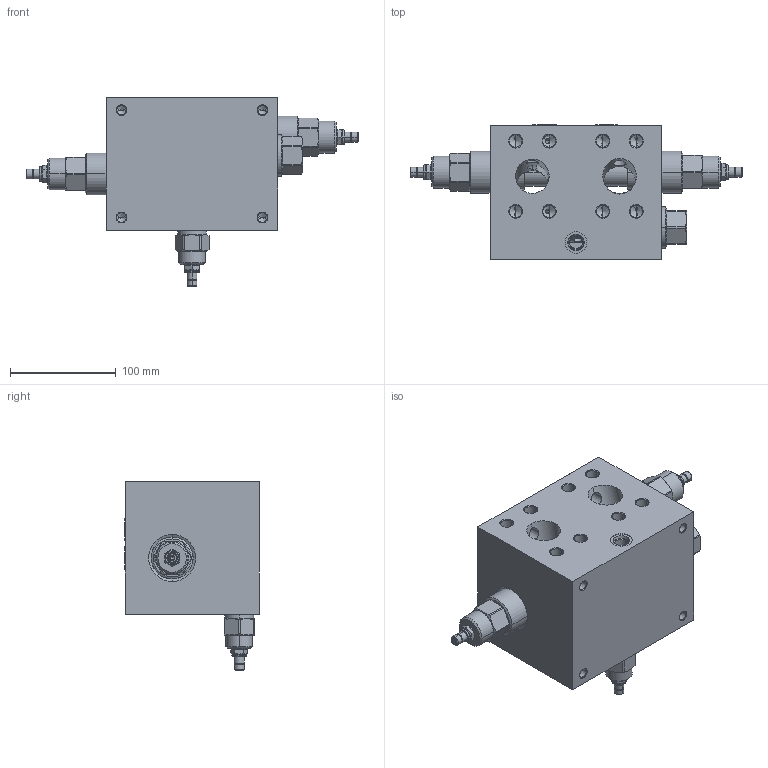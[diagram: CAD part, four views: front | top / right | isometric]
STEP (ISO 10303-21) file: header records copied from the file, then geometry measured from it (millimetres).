
FILE_DESCRIPTION((''),'2;1');
FILE_NAME('XRGNLANA5_ASM','2019-11-06T',('ProEService'),(''),'PRO/ENGINEER BY PARAMETRIC TECHNOLOGY CORPORATION, 2014200','PRO/ENGINEER BY PARAMETRIC TECHNOLOGY CORPORATION, 2014200','');
FILE_SCHEMA(('CONFIG_CONTROL_DESIGN'));
Length unit declared in the file: inch
Products named in the file (6): 152-349-001; RPGCLNN; RDHALAN; A330-006-008; DSGHXHN; XRGNLANA5_ASM
Assembly tree (7 placements, depth 2):
  XRGNLANA5_ASM
    152-349-001
    RPGCLNN
    RDHALAN  x2
    A330-006-008  x2
    DSGHXHN
Bounding box: 314.27 x 127.56 x 178.61 mm (x, y, z)
Volume: 2287211.3 mm3; surface area: 300376.7 mm2
Topology: 15 solids, 18 shells, 1415 faces, 3802 edges, 2743 vertices
Faces by surface type: cylinder 545, cone 353, plane 308, torus 175, revolution 30, sphere 4
Entity records: 43330 total; most frequent: CARTESIAN_POINT 13376, DIRECTION 6681, ORIENTED_EDGE 5256, EDGE_CURVE 2628, AXIS2_PLACEMENT_3D 2592, VERTEX_POINT 1592, VECTOR 1471, LINE 1471
